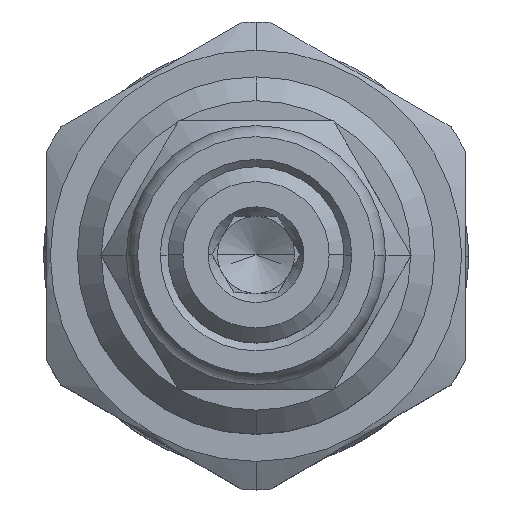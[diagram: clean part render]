
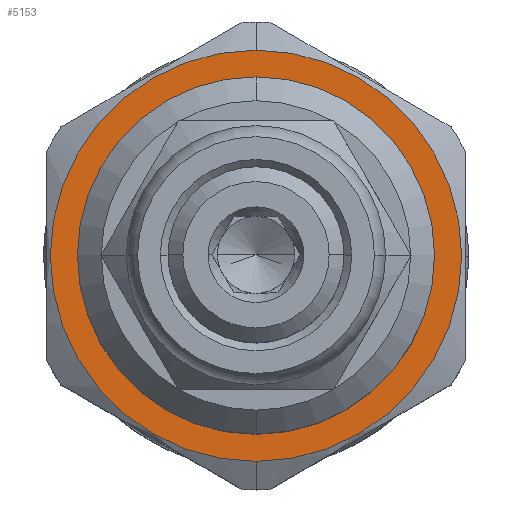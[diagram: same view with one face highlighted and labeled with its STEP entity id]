
A CAD part, top view. The second image highlights one B-rep face of the part: STEP entity #5153.
In plain terms, the highlighted planar face has unit normal (0, 0, 1).
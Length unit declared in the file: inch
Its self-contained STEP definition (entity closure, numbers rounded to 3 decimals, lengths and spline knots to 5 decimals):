
#488=CARTESIAN_POINT('',(0.,0.,2.4975));
#489=DIRECTION('',(0.,0.,1.));
#490=DIRECTION('',(0.,-1.,0.));
#491=AXIS2_PLACEMENT_3D('',#488,#489,#490);
#493=CARTESIAN_POINT('',(0.,0.,2.4975));
#494=DIRECTION('',(0.,0.,-1.));
#495=DIRECTION('',(0.,-1.,0.));
#496=AXIS2_PLACEMENT_3D('',#493,#494,#495);
#502=CARTESIAN_POINT('',(0.,0.,2.4975));
#503=DIRECTION('',(0.,0.,-1.));
#504=DIRECTION('',(0.,-1.,0.));
#505=AXIS2_PLACEMENT_3D('',#502,#503,#504);
#708=CARTESIAN_POINT('',(0.,0.,2.4975));
#709=DIRECTION('',(0.,0.,1.));
#710=DIRECTION('',(0.,-1.,0.));
#711=AXIS2_PLACEMENT_3D('',#708,#709,#710);
#4126=CARTESIAN_POINT('',(0.,-0.43,2.4975));
#4128=VERTEX_POINT('',#4126);
#4134=CARTESIAN_POINT('',(0.,0.43,2.4975));
#4136=VERTEX_POINT('',#4134);
#4142=CARTESIAN_POINT('',(0.,-0.3735,2.4975));
#4143=CARTESIAN_POINT('',(0.,0.3735,2.4975));
#4144=VERTEX_POINT('',#4142);
#4145=VERTEX_POINT('',#4143);
#5138=CARTESIAN_POINT('',(0.,0.,2.4975));
#5139=DIRECTION('',(0.,0.,1.));
#5140=DIRECTION('',(0.,-1.,0.));
#5141=AXIS2_PLACEMENT_3D('',#5138,#5139,#5140);
#5142=PLANE('',#5141);
#5144=ORIENTED_EDGE('',*,*,#5143,.T.);
#5146=ORIENTED_EDGE('',*,*,#5145,.F.);
#5147=EDGE_LOOP('',(#5144,#5146));
#5148=FACE_OUTER_BOUND('',#5147,.F.);
#5149=ORIENTED_EDGE('',*,*,#5103,.T.);
#5150=ORIENTED_EDGE('',*,*,#5131,.F.);
#5151=EDGE_LOOP('',(#5149,#5150));
#5152=FACE_BOUND('',#5151,.F.);
#5153=ADVANCED_FACE('',(#5148,#5152),#5142,.T.);
#492=CIRCLE('',#491,0.3735);
#497=CIRCLE('',#496,0.3735);
#506=CIRCLE('',#505,0.43);
#712=CIRCLE('',#711,0.43);
#5103=EDGE_CURVE('',#4144,#4145,#492,.T.);
#5131=EDGE_CURVE('',#4144,#4145,#497,.T.);
#5143=EDGE_CURVE('',#4128,#4136,#506,.T.);
#5145=EDGE_CURVE('',#4128,#4136,#712,.T.);
